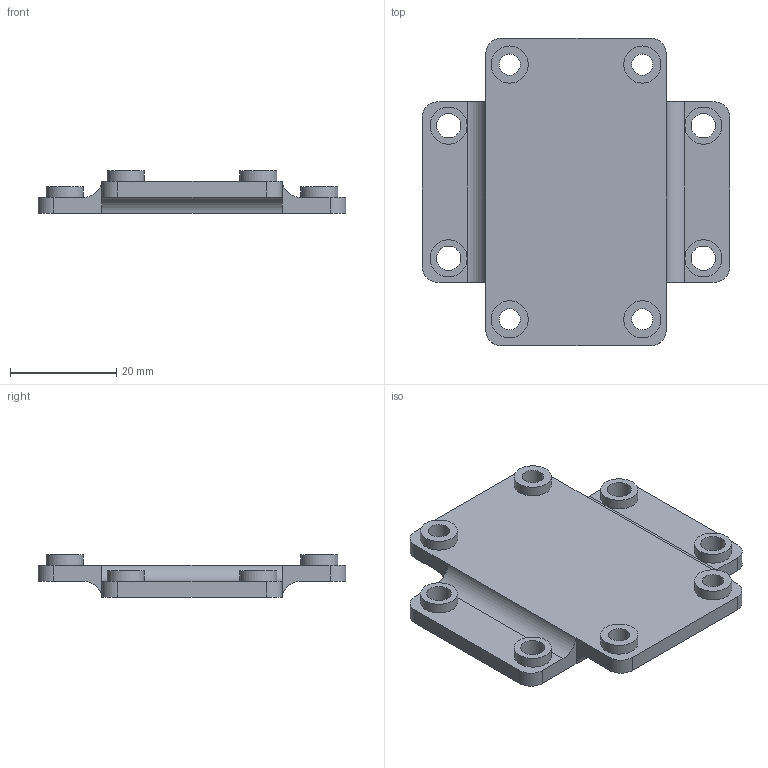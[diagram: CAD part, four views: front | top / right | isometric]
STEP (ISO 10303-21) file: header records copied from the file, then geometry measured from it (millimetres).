
FILE_DESCRIPTION(/* description */ (''),/* implementation_level */ '2;1');
FILE_NAME(/* name */ 'Chest - amp fixture.step',/* time_stamp */ '2020-12-10T23:41:42-08:00',/* author */ (''),/* organization */ (''),/* preprocessor_version */ 'ST-DEVELOPER v18.1',/* originating_system */ 'Autodesk Translation Framework v9.7.0.1280',/* authorisation */ '');
FILE_SCHEMA (('AUTOMOTIVE_DESIGN { 1 0 10303 214 3 1 1 }'));
Length unit declared in the file: millimetre
Products named in the file (1): Chest - amp fixture
Bounding box: 58 x 58 x 8 mm (x, y, z)
Volume: 12159.8 mm3; surface area: 7097.4 mm2
Topology: 1 solids, 1 shells, 54 faces, 124 edges, 80 vertices
Faces by surface type: cylinder 28, plane 26
Full cylindrical faces by diameter (mm): 4 x4, 4.6 x4, 7 x8
Entity records: 1612 total; most frequent: DIRECTION 290, CARTESIAN_POINT 259, ORIENTED_EDGE 248, EDGE_CURVE 124, AXIS2_PLACEMENT_3D 111, VERTEX_POINT 80, EDGE_LOOP 78, LINE 68
